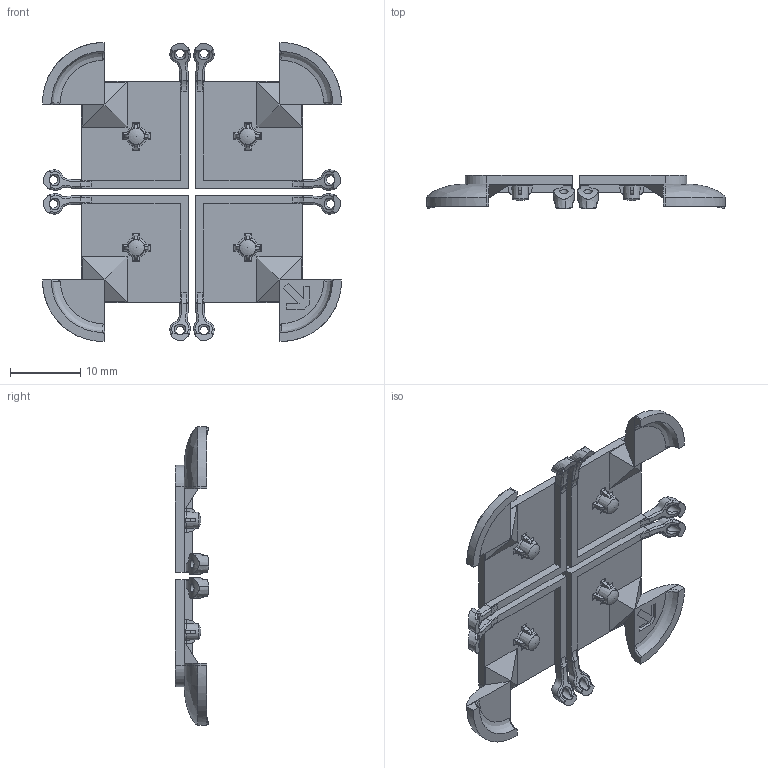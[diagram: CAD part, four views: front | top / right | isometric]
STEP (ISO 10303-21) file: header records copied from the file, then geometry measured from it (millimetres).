
FILE_DESCRIPTION(/* description */ (''),/* implementation_level */ '2;1');
FILE_NAME(/* name */ 'Remote Buttons.stp',/* time_stamp */ '2016-02-04T20:36:29-08:00',/* author */ ('Sam Clay'),/* organization */ (''),/* preprocessor_version */ 'ST-DEVELOPER v16.1',/* originating_system */ 'Autodesk Inventor 2016',/* authorisation */ '');
FILE_SCHEMA (('AUTOMOTIVE_DESIGN { 1 0 10303 214 3 1 1 }'));
Length unit declared in the file: inch
Products named in the file (1): Remote Buttons
Bounding box: 42.53 x 4.73 x 42.53 mm (x, y, z)
Volume: 1972 mm3; surface area: 4115.3 mm2
Topology: 12 solids, 12 shells, 433 faces, 1226 edges, 804 vertices
Faces by surface type: plane 188, bspline 136, cylinder 84, torus 16, cone 9
Full cylindrical faces by diameter (mm): 1.191 x8
Entity records: 24974 total; most frequent: CARTESIAN_POINT 14975, ORIENTED_EDGE 2354, DIRECTION 1605, EDGE_CURVE 1177, VERTEX_POINT 784, AXIS2_PLACEMENT_3D 558, LINE 489, VECTOR 489
